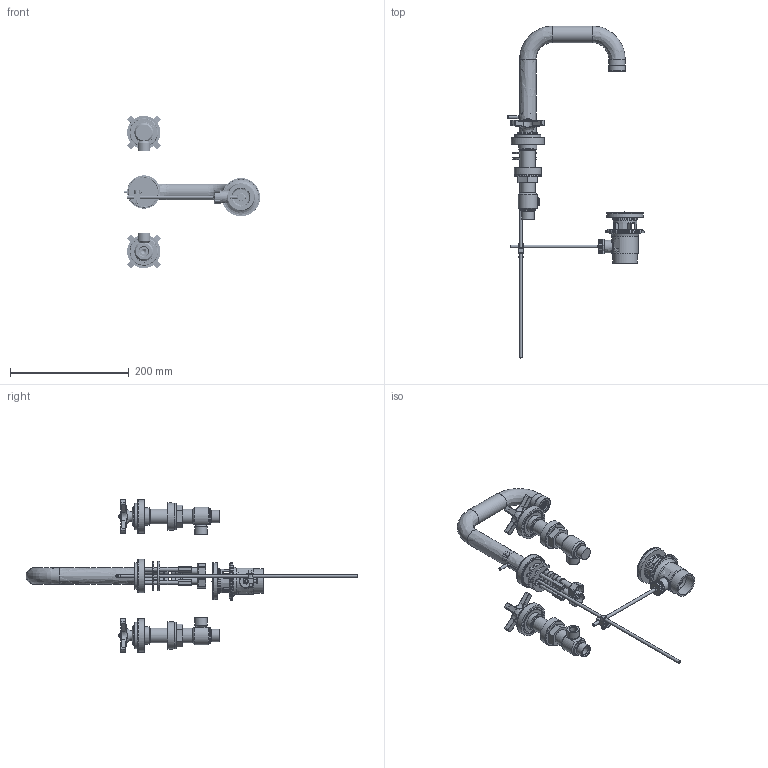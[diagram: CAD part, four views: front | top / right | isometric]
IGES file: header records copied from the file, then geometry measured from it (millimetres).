
Global section: file name: V7K15XF; native system: Autodesk Inventor 2018; preprocessor: unknown; author: clarkin; date: 20171004.153544; units: millimetre
Bounding box: 228.9 x 558.2 x 256.48 mm (x, y, z)
Volume: 503452 mm3; surface area: 294678.6 mm2
Topology: 67 solids, 67 shells, 3142 faces, 8184 edges, 5327 vertices
Faces by surface type: bspline 3142
